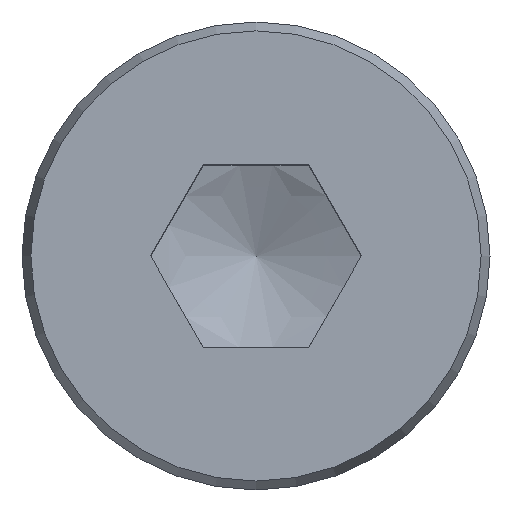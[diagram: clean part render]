
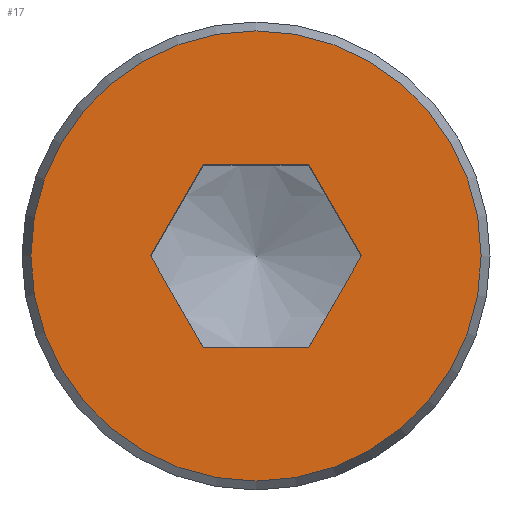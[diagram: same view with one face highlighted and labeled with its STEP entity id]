
A CAD part, top view. The second image highlights one B-rep face of the part: STEP entity #17.
In plain terms, the highlighted planar face has unit normal (0, 0, 1).
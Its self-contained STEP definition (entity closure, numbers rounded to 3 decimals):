
#17 = ADVANCED_FACE('',(#18,#54),#31,.F.);
#18 = FACE_BOUND('',#19,.T.);
#19 = EDGE_LOOP('',(#20));
#20 = ORIENTED_EDGE('',*,*,#21,.F.);
#21 = EDGE_CURVE('',#22,#22,#24,.T.);
#22 = VERTEX_POINT('',#23);
#23 = CARTESIAN_POINT('',(1.85,0.,0.));
#24 = SURFACE_CURVE('',#25,(#30,#42),.PCURVE_S1.);
#25 = CIRCLE('',#26,1.85);
#26 = AXIS2_PLACEMENT_3D('',#27,#28,#29);
#27 = CARTESIAN_POINT('',(0.,0.,0.));
#28 = DIRECTION('',(0.,0.,-1.));
#29 = DIRECTION('',(1.,0.,0.));
#30 = PCURVE('',#31,#36);
#31 = PLANE('',#32);
#32 = AXIS2_PLACEMENT_3D('',#33,#34,#35);
#33 = CARTESIAN_POINT('',(0.,0.,0.));
#34 = DIRECTION('',(0.,0.,-1.));
#35 = DIRECTION('',(1.,0.,0.));
#36 = DEFINITIONAL_REPRESENTATION('',(#37),#41);
#37 = CIRCLE('',#38,1.85);
#38 = AXIS2_PLACEMENT_2D('',#39,#40);
#39 = CARTESIAN_POINT('',(0.,0.));
#40 = DIRECTION('',(1.,0.));
#41 = ( GEOMETRIC_REPRESENTATION_CONTEXT(2) 
PARAMETRIC_REPRESENTATION_CONTEXT() REPRESENTATION_CONTEXT('2D SPACE',''
  ) );
#42 = PCURVE('',#43,#48);
#43 = CONICAL_SURFACE('',#44,1.85,0.393);
#44 = AXIS2_PLACEMENT_3D('',#45,#46,#47);
#45 = CARTESIAN_POINT('',(0.,0.,0.));
#46 = DIRECTION('',(0.,0.,-1.));
#47 = DIRECTION('',(1.,0.,0.));
#48 = DEFINITIONAL_REPRESENTATION('',(#49),#53);
#49 = LINE('',#50,#51);
#50 = CARTESIAN_POINT('',(0.,0.));
#51 = VECTOR('',#52,1.);
#52 = DIRECTION('',(1.,0.));
#53 = ( GEOMETRIC_REPRESENTATION_CONTEXT(2) 
PARAMETRIC_REPRESENTATION_CONTEXT() REPRESENTATION_CONTEXT('2D SPACE',''
  ) );
#54 = FACE_BOUND('',#55,.T.);
#55 = EDGE_LOOP('',(#56,#84,#110,#136,#162,#188));
#56 = ORIENTED_EDGE('',*,*,#57,.T.);
#57 = EDGE_CURVE('',#58,#60,#62,.T.);
#58 = VERTEX_POINT('',#59);
#59 = CARTESIAN_POINT('',(0.433,0.75,0.));
#60 = VERTEX_POINT('',#61);
#61 = CARTESIAN_POINT('',(0.866,0.,
    0.));
#62 = SURFACE_CURVE('',#63,(#67,#73),.PCURVE_S1.);
#63 = LINE('',#64,#65);
#64 = CARTESIAN_POINT('',(0.541,0.563,0.));
#65 = VECTOR('',#66,1.);
#66 = DIRECTION('',(0.5,-0.866,0.));
#67 = PCURVE('',#31,#68);
#68 = DEFINITIONAL_REPRESENTATION('',(#69),#72);
#69 = B_SPLINE_CURVE_WITH_KNOTS('',1,(#70,#71),.UNSPECIFIED.,.F.,.F.,(2,
    2),(-0.303,0.736),.PIECEWISE_BEZIER_KNOTS.);
#70 = CARTESIAN_POINT('',(0.39,-0.825));
#71 = CARTESIAN_POINT('',(0.909,0.075));
#72 = ( GEOMETRIC_REPRESENTATION_CONTEXT(2) 
PARAMETRIC_REPRESENTATION_CONTEXT() REPRESENTATION_CONTEXT('2D SPACE',''
  ) );
#73 = PCURVE('',#74,#79);
#74 = PLANE('',#75);
#75 = AXIS2_PLACEMENT_3D('',#76,#77,#78);
#76 = CARTESIAN_POINT('',(0.433,0.75,1.));
#77 = DIRECTION('',(-0.866,-0.5,0.));
#78 = DIRECTION('',(0.5,-0.866,0.));
#79 = DEFINITIONAL_REPRESENTATION('',(#80),#83);
#80 = B_SPLINE_CURVE_WITH_KNOTS('',1,(#81,#82),.UNSPECIFIED.,.F.,.F.,(2,
    2),(-0.303,0.736),.PIECEWISE_BEZIER_KNOTS.);
#81 = CARTESIAN_POINT('',(-0.087,-1.));
#82 = CARTESIAN_POINT('',(0.953,-1.));
#83 = ( GEOMETRIC_REPRESENTATION_CONTEXT(2) 
PARAMETRIC_REPRESENTATION_CONTEXT() REPRESENTATION_CONTEXT('2D SPACE',''
  ) );
#84 = ORIENTED_EDGE('',*,*,#85,.T.);
#85 = EDGE_CURVE('',#60,#86,#88,.T.);
#86 = VERTEX_POINT('',#87);
#87 = CARTESIAN_POINT('',(0.433,-0.75,0.));
#88 = SURFACE_CURVE('',#89,(#93,#99),.PCURVE_S1.);
#89 = LINE('',#90,#91);
#90 = CARTESIAN_POINT('',(0.758,-0.188,0.));
#91 = VECTOR('',#92,1.);
#92 = DIRECTION('',(-0.5,-0.866,0.));
#93 = PCURVE('',#31,#94);
#94 = DEFINITIONAL_REPRESENTATION('',(#95),#98);
#95 = B_SPLINE_CURVE_WITH_KNOTS('',1,(#96,#97),.UNSPECIFIED.,.F.,.F.,(2,
    2),(-0.303,0.736),.PIECEWISE_BEZIER_KNOTS.);
#96 = CARTESIAN_POINT('',(0.909,-0.075));
#97 = CARTESIAN_POINT('',(0.39,0.825));
#98 = ( GEOMETRIC_REPRESENTATION_CONTEXT(2) 
PARAMETRIC_REPRESENTATION_CONTEXT() REPRESENTATION_CONTEXT('2D SPACE',''
  ) );
#99 = PCURVE('',#100,#105);
#100 = PLANE('',#101);
#101 = AXIS2_PLACEMENT_3D('',#102,#103,#104);
#102 = CARTESIAN_POINT('',(0.866,0.,1.));
#103 = DIRECTION('',(-0.866,0.5,0.));
#104 = DIRECTION('',(-0.5,-0.866,0.));
#105 = DEFINITIONAL_REPRESENTATION('',(#106),#109);
#106 = B_SPLINE_CURVE_WITH_KNOTS('',1,(#107,#108),.UNSPECIFIED.,.F.,.F.,
  (2,2),(-0.303,0.736),.PIECEWISE_BEZIER_KNOTS.);
#107 = CARTESIAN_POINT('',(-0.087,-1.));
#108 = CARTESIAN_POINT('',(0.953,-1.));
#109 = ( GEOMETRIC_REPRESENTATION_CONTEXT(2) 
PARAMETRIC_REPRESENTATION_CONTEXT() REPRESENTATION_CONTEXT('2D SPACE',''
  ) );
#110 = ORIENTED_EDGE('',*,*,#111,.T.);
#111 = EDGE_CURVE('',#86,#112,#114,.T.);
#112 = VERTEX_POINT('',#113);
#113 = CARTESIAN_POINT('',(-0.433,-0.75,0.));
#114 = SURFACE_CURVE('',#115,(#119,#125),.PCURVE_S1.);
#115 = LINE('',#116,#117);
#116 = CARTESIAN_POINT('',(0.217,-0.75,0.));
#117 = VECTOR('',#118,1.);
#118 = DIRECTION('',(-1.,0.,0.));
#119 = PCURVE('',#31,#120);
#120 = DEFINITIONAL_REPRESENTATION('',(#121),#124);
#121 = B_SPLINE_CURVE_WITH_KNOTS('',1,(#122,#123),.UNSPECIFIED.,.F.,.F.,
  (2,2),(-0.303,0.736),.PIECEWISE_BEZIER_KNOTS.);
#122 = CARTESIAN_POINT('',(0.52,0.75));
#123 = CARTESIAN_POINT('',(-0.52,0.75));
#124 = ( GEOMETRIC_REPRESENTATION_CONTEXT(2) 
PARAMETRIC_REPRESENTATION_CONTEXT() REPRESENTATION_CONTEXT('2D SPACE',''
  ) );
#125 = PCURVE('',#126,#131);
#126 = PLANE('',#127);
#127 = AXIS2_PLACEMENT_3D('',#128,#129,#130);
#128 = CARTESIAN_POINT('',(0.433,-0.75,1.));
#129 = DIRECTION('',(0.,1.,0.));
#130 = DIRECTION('',(-1.,0.,0.));
#131 = DEFINITIONAL_REPRESENTATION('',(#132),#135);
#132 = B_SPLINE_CURVE_WITH_KNOTS('',1,(#133,#134),.UNSPECIFIED.,.F.,.F.,
  (2,2),(-0.303,0.736),.PIECEWISE_BEZIER_KNOTS.);
#133 = CARTESIAN_POINT('',(-0.087,-1.));
#134 = CARTESIAN_POINT('',(0.953,-1.));
#135 = ( GEOMETRIC_REPRESENTATION_CONTEXT(2) 
PARAMETRIC_REPRESENTATION_CONTEXT() REPRESENTATION_CONTEXT('2D SPACE',''
  ) );
#136 = ORIENTED_EDGE('',*,*,#137,.T.);
#137 = EDGE_CURVE('',#112,#138,#140,.T.);
#138 = VERTEX_POINT('',#139);
#139 = CARTESIAN_POINT('',(-0.866,0.,
    0.));
#140 = SURFACE_CURVE('',#141,(#145,#151),.PCURVE_S1.);
#141 = LINE('',#142,#143);
#142 = CARTESIAN_POINT('',(-0.541,-0.563,0.)
  );
#143 = VECTOR('',#144,1.);
#144 = DIRECTION('',(-0.5,0.866,0.
    ));
#145 = PCURVE('',#31,#146);
#146 = DEFINITIONAL_REPRESENTATION('',(#147),#150);
#147 = B_SPLINE_CURVE_WITH_KNOTS('',1,(#148,#149),.UNSPECIFIED.,.F.,.F.,
  (2,2),(-0.303,0.736),.PIECEWISE_BEZIER_KNOTS.);
#148 = CARTESIAN_POINT('',(-0.39,0.825));
#149 = CARTESIAN_POINT('',(-0.909,-0.075));
#150 = ( GEOMETRIC_REPRESENTATION_CONTEXT(2) 
PARAMETRIC_REPRESENTATION_CONTEXT() REPRESENTATION_CONTEXT('2D SPACE',''
  ) );
#151 = PCURVE('',#152,#157);
#152 = PLANE('',#153);
#153 = AXIS2_PLACEMENT_3D('',#154,#155,#156);
#154 = CARTESIAN_POINT('',(-0.433,-0.75,1.));
#155 = DIRECTION('',(0.866,0.5,0.)
  );
#156 = DIRECTION('',(-0.5,0.866,0.
    ));
#157 = DEFINITIONAL_REPRESENTATION('',(#158),#161);
#158 = B_SPLINE_CURVE_WITH_KNOTS('',1,(#159,#160),.UNSPECIFIED.,.F.,.F.,
  (2,2),(-0.303,0.736),.PIECEWISE_BEZIER_KNOTS.);
#159 = CARTESIAN_POINT('',(-0.087,-1.));
#160 = CARTESIAN_POINT('',(0.953,-1.));
#161 = ( GEOMETRIC_REPRESENTATION_CONTEXT(2) 
PARAMETRIC_REPRESENTATION_CONTEXT() REPRESENTATION_CONTEXT('2D SPACE',''
  ) );
#162 = ORIENTED_EDGE('',*,*,#163,.T.);
#163 = EDGE_CURVE('',#138,#164,#166,.T.);
#164 = VERTEX_POINT('',#165);
#165 = CARTESIAN_POINT('',(-0.433,0.75,0.));
#166 = SURFACE_CURVE('',#167,(#171,#177),.PCURVE_S1.);
#167 = LINE('',#168,#169);
#168 = CARTESIAN_POINT('',(-0.758,0.188,0.)
  );
#169 = VECTOR('',#170,1.);
#170 = DIRECTION('',(0.5,0.866,0.));
#171 = PCURVE('',#31,#172);
#172 = DEFINITIONAL_REPRESENTATION('',(#173),#176);
#173 = B_SPLINE_CURVE_WITH_KNOTS('',1,(#174,#175),.UNSPECIFIED.,.F.,.F.,
  (2,2),(-0.303,0.736),.PIECEWISE_BEZIER_KNOTS.);
#174 = CARTESIAN_POINT('',(-0.909,0.075));
#175 = CARTESIAN_POINT('',(-0.39,-0.825));
#176 = ( GEOMETRIC_REPRESENTATION_CONTEXT(2) 
PARAMETRIC_REPRESENTATION_CONTEXT() REPRESENTATION_CONTEXT('2D SPACE',''
  ) );
#177 = PCURVE('',#178,#183);
#178 = PLANE('',#179);
#179 = AXIS2_PLACEMENT_3D('',#180,#181,#182);
#180 = CARTESIAN_POINT('',(-0.866,0.,1.));
#181 = DIRECTION('',(0.866,-0.5,0.));
#182 = DIRECTION('',(0.5,0.866,0.));
#183 = DEFINITIONAL_REPRESENTATION('',(#184),#187);
#184 = B_SPLINE_CURVE_WITH_KNOTS('',1,(#185,#186),.UNSPECIFIED.,.F.,.F.,
  (2,2),(-0.303,0.736),.PIECEWISE_BEZIER_KNOTS.);
#185 = CARTESIAN_POINT('',(-0.087,-1.));
#186 = CARTESIAN_POINT('',(0.953,-1.));
#187 = ( GEOMETRIC_REPRESENTATION_CONTEXT(2) 
PARAMETRIC_REPRESENTATION_CONTEXT() REPRESENTATION_CONTEXT('2D SPACE',''
  ) );
#188 = ORIENTED_EDGE('',*,*,#189,.T.);
#189 = EDGE_CURVE('',#164,#58,#190,.T.);
#190 = SURFACE_CURVE('',#191,(#195,#201),.PCURVE_S1.);
#191 = LINE('',#192,#193);
#192 = CARTESIAN_POINT('',(-0.217,0.75,0.));
#193 = VECTOR('',#194,1.);
#194 = DIRECTION('',(1.,0.,0.));
#195 = PCURVE('',#31,#196);
#196 = DEFINITIONAL_REPRESENTATION('',(#197),#200);
#197 = B_SPLINE_CURVE_WITH_KNOTS('',1,(#198,#199),.UNSPECIFIED.,.F.,.F.,
  (2,2),(-0.303,0.736),.PIECEWISE_BEZIER_KNOTS.);
#198 = CARTESIAN_POINT('',(-0.52,-0.75));
#199 = CARTESIAN_POINT('',(0.52,-0.75));
#200 = ( GEOMETRIC_REPRESENTATION_CONTEXT(2) 
PARAMETRIC_REPRESENTATION_CONTEXT() REPRESENTATION_CONTEXT('2D SPACE',''
  ) );
#201 = PCURVE('',#202,#207);
#202 = PLANE('',#203);
#203 = AXIS2_PLACEMENT_3D('',#204,#205,#206);
#204 = CARTESIAN_POINT('',(-0.433,0.75,1.));
#205 = DIRECTION('',(0.,-1.,0.));
#206 = DIRECTION('',(1.,0.,0.));
#207 = DEFINITIONAL_REPRESENTATION('',(#208),#211);
#208 = B_SPLINE_CURVE_WITH_KNOTS('',1,(#209,#210),.UNSPECIFIED.,.F.,.F.,
  (2,2),(-0.303,0.736),.PIECEWISE_BEZIER_KNOTS.);
#209 = CARTESIAN_POINT('',(-0.087,-1.));
#210 = CARTESIAN_POINT('',(0.953,-1.));
#211 = ( GEOMETRIC_REPRESENTATION_CONTEXT(2) 
PARAMETRIC_REPRESENTATION_CONTEXT() REPRESENTATION_CONTEXT('2D SPACE',''
  ) );
